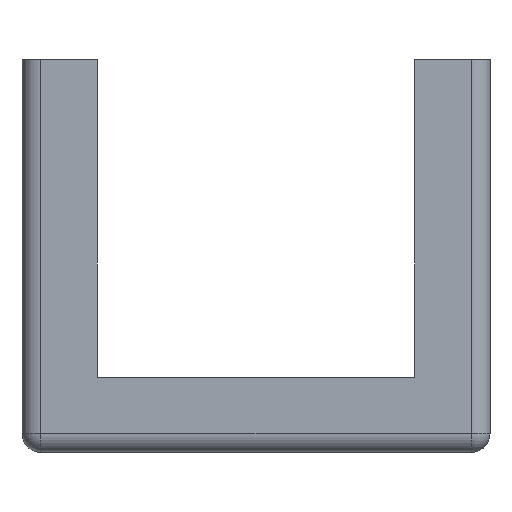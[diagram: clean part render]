
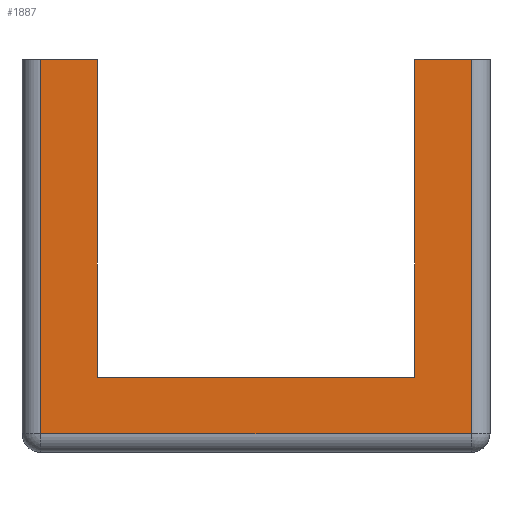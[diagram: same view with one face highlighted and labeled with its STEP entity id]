
A CAD part, front view. The second image highlights one B-rep face of the part: STEP entity #1887.
In plain terms, the highlighted planar face has unit normal (0, -1, 0).
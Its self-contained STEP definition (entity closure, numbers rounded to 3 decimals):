
#126=PLANE('',#2108);
#229=FACE_OUTER_BOUND('',#337,.T.);
#337=EDGE_LOOP('',(#1755,#1756,#1757,#1758,#1759,#1760,#1761,#1762));
#355=LINE('',#2915,#501);
#404=LINE('',#3024,#550);
#431=LINE('',#3139,#577);
#433=LINE('',#3142,#579);
#438=LINE('',#3156,#584);
#451=LINE('',#3178,#597);
#474=LINE('',#3271,#620);
#479=LINE('',#3279,#625);
#501=VECTOR('',#2259,10.);
#550=VECTOR('',#2348,10.);
#577=VECTOR('',#2481,10.);
#579=VECTOR('',#2485,10.);
#584=VECTOR('',#2500,10.);
#597=VECTOR('',#2521,10.);
#620=VECTOR('',#2636,10.);
#625=VECTOR('',#2643,10.);
#817=VERTEX_POINT('',#2912);
#818=VERTEX_POINT('',#2914);
#858=VERTEX_POINT('',#3023);
#883=VERTEX_POINT('',#3104);
#886=VERTEX_POINT('',#3114);
#893=VERTEX_POINT('',#3137);
#896=VERTEX_POINT('',#3152);
#926=VERTEX_POINT('',#3270);
#1014=EDGE_CURVE('',#818,#817,#355,.T.);
#1077=EDGE_CURVE('',#818,#858,#404,.T.);
#1135=EDGE_CURVE('',#893,#886,#431,.T.);
#1137=EDGE_CURVE('',#886,#883,#433,.T.);
#1144=EDGE_CURVE('',#883,#896,#438,.T.);
#1157=EDGE_CURVE('',#896,#817,#451,.T.);
#1197=EDGE_CURVE('',#858,#926,#474,.T.);
#1202=EDGE_CURVE('',#926,#893,#479,.T.);
#1755=ORIENTED_EDGE('',*,*,#1135,.F.);
#1756=ORIENTED_EDGE('',*,*,#1202,.F.);
#1757=ORIENTED_EDGE('',*,*,#1197,.F.);
#1758=ORIENTED_EDGE('',*,*,#1077,.F.);
#1759=ORIENTED_EDGE('',*,*,#1014,.T.);
#1760=ORIENTED_EDGE('',*,*,#1157,.F.);
#1761=ORIENTED_EDGE('',*,*,#1144,.F.);
#1762=ORIENTED_EDGE('',*,*,#1137,.F.);
#1887=ADVANCED_FACE('',(#229),#126,.T.);
#2108=AXIS2_PLACEMENT_3D('',#3289,#2658,#2659);
#2259=DIRECTION('',(0.,0.,1.));
#2348=DIRECTION('',(1.,0.,0.));
#2481=DIRECTION('',(0.,0.,-1.));
#2485=DIRECTION('',(-1.,0.,0.));
#2500=DIRECTION('',(0.,0.,1.));
#2521=DIRECTION('',(1.,0.,0.));
#2636=DIRECTION('',(0.,0.,1.));
#2643=DIRECTION('',(1.,0.,0.));
#2658=DIRECTION('center_axis',(0.,-1.,0.));
#2659=DIRECTION('ref_axis',(1.,0.,0.));
#2912=CARTESIAN_POINT('',(-16.9,-49.9,41.8));
#2914=CARTESIAN_POINT('',(-16.9,-49.9,8.));
#2915=CARTESIAN_POINT('',(-16.9,-49.9,8.));
#3023=CARTESIAN_POINT('',(16.9,-49.9,8.));
#3024=CARTESIAN_POINT('',(24.9,-49.9,8.));
#3104=CARTESIAN_POINT('',(-22.9,-49.9,2.));
#3114=CARTESIAN_POINT('',(22.9,-49.9,2.));
#3137=CARTESIAN_POINT('',(22.9,-49.9,41.8));
#3139=CARTESIAN_POINT('',(22.9,-49.9,0.));
#3142=CARTESIAN_POINT('',(-12.45,-49.9,2.));
#3152=CARTESIAN_POINT('',(-22.9,-49.9,41.8));
#3156=CARTESIAN_POINT('',(-22.9,-49.9,0.));
#3178=CARTESIAN_POINT('',(-24.9,-49.9,41.8));
#3270=CARTESIAN_POINT('',(16.9,-49.9,41.8));
#3271=CARTESIAN_POINT('',(16.9,-49.9,8.));
#3279=CARTESIAN_POINT('',(16.9,-49.9,41.8));
#3289=CARTESIAN_POINT('Origin',(-24.9,-49.9,0.));
